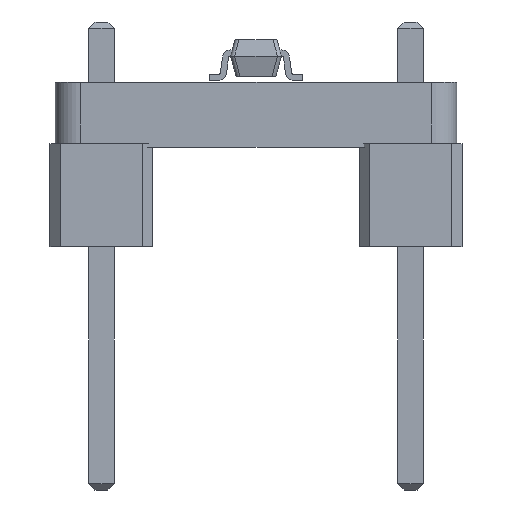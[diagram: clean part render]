
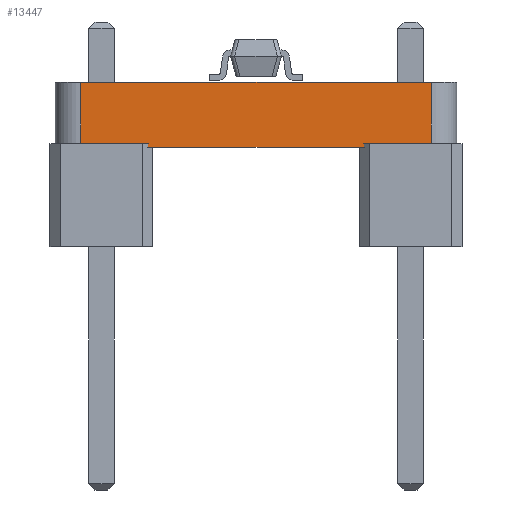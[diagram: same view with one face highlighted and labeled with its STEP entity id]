
A CAD part, front view. The second image highlights one B-rep face of the part: STEP entity #13447.
In plain terms, the highlighted planar face has unit normal (0, -1, 0).
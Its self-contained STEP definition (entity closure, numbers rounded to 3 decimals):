
#12547 = PLANE('',#12548);
#12548 = AXIS2_PLACEMENT_3D('',#12549,#12550,#12551);
#12549 = CARTESIAN_POINT('',(128.27,-93.98,1.6));
#12550 = DIRECTION('',(0.,0.,1.));
#12551 = DIRECTION('',(1.,0.,0.));
#12602 = PLANE('',#12603);
#12603 = AXIS2_PLACEMENT_3D('',#12604,#12605,#12606);
#12604 = CARTESIAN_POINT('',(128.27,-93.98,0.));
#12605 = DIRECTION('',(0.,0.,1.));
#12606 = DIRECTION('',(1.,0.,0.));
#12733 = CYLINDRICAL_SURFACE('',#12734,0.635);
#12734 = AXIS2_PLACEMENT_3D('',#12735,#12736,#12737);
#12735 = CARTESIAN_POINT('',(123.952,-97.028,0.));
#12736 = DIRECTION('',(0.,0.,-1.));
#12737 = DIRECTION('',(1.,0.,0.));
#12772 = VERTEX_POINT('',#12773);
#12773 = CARTESIAN_POINT('',(123.952,-97.663,0.));
#12795 = EDGE_CURVE('',#12772,#12796,#12798,.T.);
#12796 = VERTEX_POINT('',#12797);
#12797 = CARTESIAN_POINT('',(132.588,-97.663,0.));
#12798 = SURFACE_CURVE('',#12799,(#12803,#12810),.PCURVE_S1.);
#12799 = LINE('',#12800,#12801);
#12800 = CARTESIAN_POINT('',(123.952,-97.663,0.));
#12801 = VECTOR('',#12802,1.);
#12802 = DIRECTION('',(1.,0.,0.));
#12803 = PCURVE('',#12602,#12804);
#12804 = DEFINITIONAL_REPRESENTATION('',(#12805),#12809);
#12805 = LINE('',#12806,#12807);
#12806 = CARTESIAN_POINT('',(-4.318,-3.683));
#12807 = VECTOR('',#12808,1.);
#12808 = DIRECTION('',(1.,0.));
#12809 = ( GEOMETRIC_REPRESENTATION_CONTEXT(2) 
PARAMETRIC_REPRESENTATION_CONTEXT() REPRESENTATION_CONTEXT('2D SPACE',''
  ) );
#12810 = PCURVE('',#12811,#12816);
#12811 = PLANE('',#12812);
#12812 = AXIS2_PLACEMENT_3D('',#12813,#12814,#12815);
#12813 = CARTESIAN_POINT('',(123.952,-97.663,0.));
#12814 = DIRECTION('',(0.,1.,0.));
#12815 = DIRECTION('',(1.,0.,0.));
#12816 = DEFINITIONAL_REPRESENTATION('',(#12817),#12821);
#12817 = LINE('',#12818,#12819);
#12818 = CARTESIAN_POINT('',(0.,0.));
#12819 = VECTOR('',#12820,1.);
#12820 = DIRECTION('',(1.,0.));
#12821 = ( GEOMETRIC_REPRESENTATION_CONTEXT(2) 
PARAMETRIC_REPRESENTATION_CONTEXT() REPRESENTATION_CONTEXT('2D SPACE',''
  ) );
#12840 = CYLINDRICAL_SURFACE('',#12841,0.635);
#12841 = AXIS2_PLACEMENT_3D('',#12842,#12843,#12844);
#12842 = CARTESIAN_POINT('',(132.588,-97.028,0.));
#12843 = DIRECTION('',(0.,0.,-1.));
#12844 = DIRECTION('',(1.,0.,0.));
#13095 = VERTEX_POINT('',#13096);
#13096 = CARTESIAN_POINT('',(123.952,-97.663,1.6));
#13118 = EDGE_CURVE('',#13095,#13119,#13121,.T.);
#13119 = VERTEX_POINT('',#13120);
#13120 = CARTESIAN_POINT('',(132.588,-97.663,1.6));
#13121 = SURFACE_CURVE('',#13122,(#13126,#13133),.PCURVE_S1.);
#13122 = LINE('',#13123,#13124);
#13123 = CARTESIAN_POINT('',(123.952,-97.663,1.6));
#13124 = VECTOR('',#13125,1.);
#13125 = DIRECTION('',(1.,0.,0.));
#13126 = PCURVE('',#12547,#13127);
#13127 = DEFINITIONAL_REPRESENTATION('',(#13128),#13132);
#13128 = LINE('',#13129,#13130);
#13129 = CARTESIAN_POINT('',(-4.318,-3.683));
#13130 = VECTOR('',#13131,1.);
#13131 = DIRECTION('',(1.,0.));
#13132 = ( GEOMETRIC_REPRESENTATION_CONTEXT(2) 
PARAMETRIC_REPRESENTATION_CONTEXT() REPRESENTATION_CONTEXT('2D SPACE',''
  ) );
#13133 = PCURVE('',#12811,#13134);
#13134 = DEFINITIONAL_REPRESENTATION('',(#13135),#13139);
#13135 = LINE('',#13136,#13137);
#13136 = CARTESIAN_POINT('',(0.,-1.6));
#13137 = VECTOR('',#13138,1.);
#13138 = DIRECTION('',(1.,0.));
#13139 = ( GEOMETRIC_REPRESENTATION_CONTEXT(2) 
PARAMETRIC_REPRESENTATION_CONTEXT() REPRESENTATION_CONTEXT('2D SPACE',''
  ) );
#13399 = EDGE_CURVE('',#12772,#13095,#13400,.T.);
#13400 = SURFACE_CURVE('',#13401,(#13405,#13412),.PCURVE_S1.);
#13401 = LINE('',#13402,#13403);
#13402 = CARTESIAN_POINT('',(123.952,-97.663,0.));
#13403 = VECTOR('',#13404,1.);
#13404 = DIRECTION('',(0.,0.,1.));
#13405 = PCURVE('',#12733,#13406);
#13406 = DEFINITIONAL_REPRESENTATION('',(#13407),#13411);
#13407 = LINE('',#13408,#13409);
#13408 = CARTESIAN_POINT('',(-4.712,0.));
#13409 = VECTOR('',#13410,1.);
#13410 = DIRECTION('',(0.,-1.));
#13411 = ( GEOMETRIC_REPRESENTATION_CONTEXT(2) 
PARAMETRIC_REPRESENTATION_CONTEXT() REPRESENTATION_CONTEXT('2D SPACE',''
  ) );
#13412 = PCURVE('',#12811,#13413);
#13413 = DEFINITIONAL_REPRESENTATION('',(#13414),#13418);
#13414 = LINE('',#13415,#13416);
#13415 = CARTESIAN_POINT('',(0.,0.));
#13416 = VECTOR('',#13417,1.);
#13417 = DIRECTION('',(0.,-1.));
#13418 = ( GEOMETRIC_REPRESENTATION_CONTEXT(2) 
PARAMETRIC_REPRESENTATION_CONTEXT() REPRESENTATION_CONTEXT('2D SPACE',''
  ) );
#13447 = ADVANCED_FACE('',(#13448),#12811,.F.);
#13448 = FACE_BOUND('',#13449,.F.);
#13449 = EDGE_LOOP('',(#13450,#13451,#13452,#13473));
#13450 = ORIENTED_EDGE('',*,*,#13399,.T.);
#13451 = ORIENTED_EDGE('',*,*,#13118,.T.);
#13452 = ORIENTED_EDGE('',*,*,#13453,.F.);
#13453 = EDGE_CURVE('',#12796,#13119,#13454,.T.);
#13454 = SURFACE_CURVE('',#13455,(#13459,#13466),.PCURVE_S1.);
#13455 = LINE('',#13456,#13457);
#13456 = CARTESIAN_POINT('',(132.588,-97.663,0.));
#13457 = VECTOR('',#13458,1.);
#13458 = DIRECTION('',(0.,0.,1.));
#13459 = PCURVE('',#12811,#13460);
#13460 = DEFINITIONAL_REPRESENTATION('',(#13461),#13465);
#13461 = LINE('',#13462,#13463);
#13462 = CARTESIAN_POINT('',(8.636,0.));
#13463 = VECTOR('',#13464,1.);
#13464 = DIRECTION('',(0.,-1.));
#13465 = ( GEOMETRIC_REPRESENTATION_CONTEXT(2) 
PARAMETRIC_REPRESENTATION_CONTEXT() REPRESENTATION_CONTEXT('2D SPACE',''
  ) );
#13466 = PCURVE('',#12840,#13467);
#13467 = DEFINITIONAL_REPRESENTATION('',(#13468),#13472);
#13468 = LINE('',#13469,#13470);
#13469 = CARTESIAN_POINT('',(-4.712,0.));
#13470 = VECTOR('',#13471,1.);
#13471 = DIRECTION('',(0.,-1.));
#13472 = ( GEOMETRIC_REPRESENTATION_CONTEXT(2) 
PARAMETRIC_REPRESENTATION_CONTEXT() REPRESENTATION_CONTEXT('2D SPACE',''
  ) );
#13473 = ORIENTED_EDGE('',*,*,#12795,.F.);
